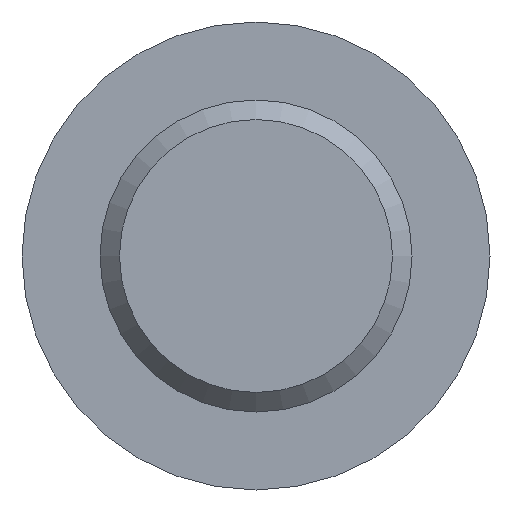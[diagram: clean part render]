
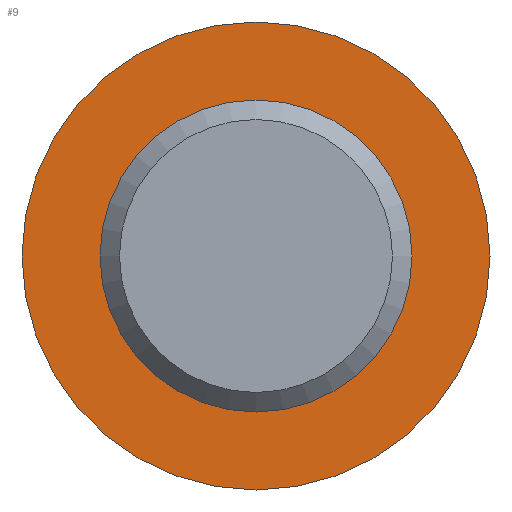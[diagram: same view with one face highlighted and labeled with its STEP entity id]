
A CAD part, front view. The second image highlights one B-rep face of the part: STEP entity #9.
In plain terms, the highlighted planar face has unit normal (0, -1, 0).
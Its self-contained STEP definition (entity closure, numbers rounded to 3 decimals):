
#9 = ADVANCED_FACE ( 'NONE', ( #435, #528 ), #187, .F. ) ;
#17 = CIRCLE ( 'NONE', #288, 15. ) ;
#20 = DIRECTION ( 'NONE',  ( 0., 1., 0. ) ) ;
#61 = EDGE_CURVE ( 'NONE', #99, #99, #222, .T. ) ;
#64 = DIRECTION ( 'NONE',  ( 0., 0., -1. ) ) ;
#85 = ORIENTED_EDGE ( 'NONE', *, *, #401, .T. ) ;
#99 = VERTEX_POINT ( 'NONE', #223 ) ;
#153 = ORIENTED_EDGE ( 'NONE', *, *, #61, .F. ) ;
#168 = CARTESIAN_POINT ( 'NONE',  ( 0., 90., -15. ) ) ;
#187 = PLANE ( 'NONE',  #359 ) ;
#218 = VERTEX_POINT ( 'NONE', #168 ) ;
#222 = CIRCLE ( 'NONE', #323, 10. ) ;
#223 = CARTESIAN_POINT ( 'NONE',  ( 0., 90., -10. ) ) ;
#226 = CARTESIAN_POINT ( 'NONE',  ( -10., 90., 0. ) ) ;
#269 = CARTESIAN_POINT ( 'NONE',  ( 0., 90., 0. ) ) ;
#288 = AXIS2_PLACEMENT_3D ( 'NONE', #269, #442, #64 ) ;
#322 = DIRECTION ( 'NONE',  ( 0., 0., -1. ) ) ;
#323 = AXIS2_PLACEMENT_3D ( 'NONE', #452, #366, #322 ) ;
#330 = EDGE_LOOP ( 'NONE', ( #85 ) ) ;
#358 = DIRECTION ( 'NONE',  ( 0., 0., 1. ) ) ;
#359 = AXIS2_PLACEMENT_3D ( 'NONE', #226, #20, #358 ) ;
#366 = DIRECTION ( 'NONE',  ( 0., -1., 0. ) ) ;
#401 = EDGE_CURVE ( 'NONE', #218, #218, #17, .T. ) ;
#435 = FACE_BOUND ( 'NONE', #503, .T. ) ;
#442 = DIRECTION ( 'NONE',  ( 0., -1., 0. ) ) ;
#452 = CARTESIAN_POINT ( 'NONE',  ( 0., 90., 0. ) ) ;
#503 = EDGE_LOOP ( 'NONE', ( #153 ) ) ;
#528 = FACE_OUTER_BOUND ( 'NONE', #330, .T. ) ;
